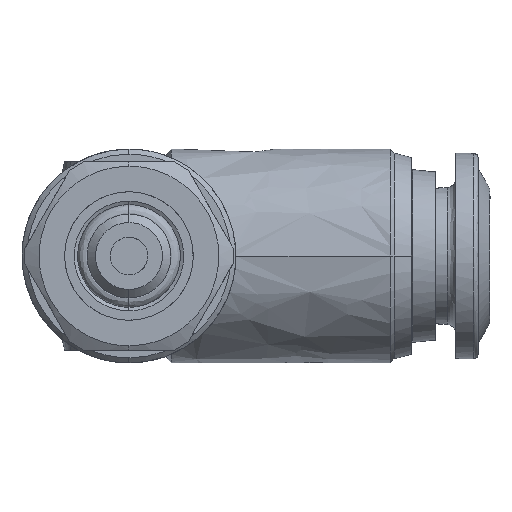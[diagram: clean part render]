
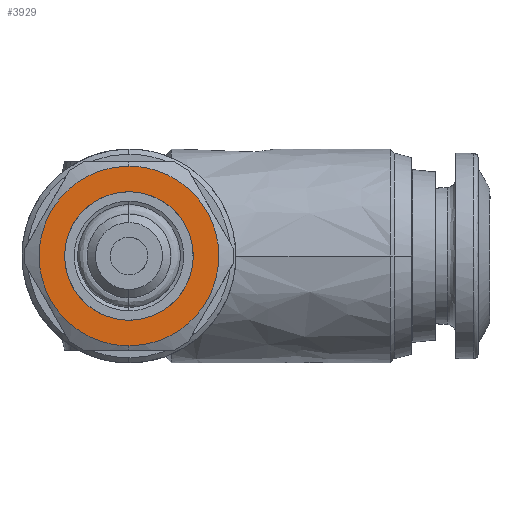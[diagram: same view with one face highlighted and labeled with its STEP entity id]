
A CAD part, left-side view. The second image highlights one B-rep face of the part: STEP entity #3929.
In plain terms, the highlighted free-form (B-spline) face has degree [1, 1] with [2, 2] control points.
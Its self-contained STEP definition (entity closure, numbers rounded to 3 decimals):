
#207 = FACE_BOUND ( 'NONE', #8760, .T. ) ;
#232 = CARTESIAN_POINT ( 'NONE',  ( -16.741, 7.166, 2.303 ) ) ;
#266 = CARTESIAN_POINT ( 'NONE',  ( -16.741, 0.513, -0.98 ) ) ;
#343 = CARTESIAN_POINT ( 'NONE',  ( -16.741, 7.166, -2.303 ) ) ;
#351 = CARTESIAN_POINT ( 'NONE',  ( -16.741, 8.366, 3.225 ) ) ;
#635 = CARTESIAN_POINT ( 'NONE',  ( -16.741, 2.794, 5.114 ) ) ;
#964 = CARTESIAN_POINT ( 'NONE',  ( -16.741, 6.469, -3. ) ) ;
#994 = CARTESIAN_POINT ( 'NONE',  ( -16.741, 7.442, -1.89 ) ) ;
#1034 = CARTESIAN_POINT ( 'NONE',  ( -16.741, 3.186, 3.653 ) ) ;
#1065 = CARTESIAN_POINT ( 'NONE',  ( -16.741, 7.391, 4.2 ) ) ;
#1122 = ORIENTED_EDGE ( 'NONE', *, *, #2217, .T. ) ;
#1142 = CARTESIAN_POINT ( 'NONE',  ( -16.741, -1.147, 5.313 ) ) ;
#1196 = EDGE_CURVE ( 'NONE', #4106, #4357, #7509, .T. ) ;
#1300 = CARTESIAN_POINT ( 'NONE',  ( -16.741, 4.166, -5.25 ) ) ;
#1390 = CARTESIAN_POINT ( 'NONE',  ( -16.741, 3.477, -5.25 ) ) ;
#1655 = CARTESIAN_POINT ( 'NONE',  ( -16.741, 6.056, -3.276 ) ) ;
#1672 = EDGE_LOOP ( 'NONE', ( #5500, #5809 ) ) ;
#1687 = CARTESIAN_POINT ( 'NONE',  ( -16.741, 6.469, 3. ) ) ;
#1736 = CARTESIAN_POINT ( 'NONE',  ( -16.741, 5.146, -3.653 ) ) ;
#1766 = CARTESIAN_POINT ( 'NONE',  ( -16.741, 9.416, 0.689 ) ) ;
#1811 = CARTESIAN_POINT ( 'NONE',  ( -16.741, 4.856, -5.25 ) ) ;
#1992 = B_SPLINE_CURVE_WITH_KNOTS ( 'NONE', 3,
 ( #3888, #8849, #3921, #4608, #1065, #351, #5315, #6037, #1766, #6706, #6736, #7469, #8883, #3198, #4673, #5976, #1811, #2441 ),
 .UNSPECIFIED., .F., .F.,
 ( 4, 2, 2, 2, 2, 2, 2, 2, 4 ),
 ( 0., 0.393, 0.785, 1.178, 1.571, 1.963, 2.356, 2.749, 3.142 ),
 .UNSPECIFIED. ) ;
#2215 = EDGE_CURVE ( 'NONE', #7487, #5139, #3011, .T. ) ;
#2217 = EDGE_CURVE ( 'NONE', #5139, #7487, #5930, .T. ) ;
#2300 = CARTESIAN_POINT ( 'NONE',  ( -16.741, 9.479, 5.313 ) ) ;
#2394 = CARTESIAN_POINT ( 'NONE',  ( -16.741, 0.416, 0.492 ) ) ;
#2441 = CARTESIAN_POINT ( 'NONE',  ( -16.741, 4.166, -5.25 ) ) ;
#2492 = CARTESIAN_POINT ( 'NONE',  ( -16.741, 3.674, 3.75 ) ) ;
#2833 = CARTESIAN_POINT ( 'NONE',  ( -16.741, 1.52, -4.587 ) ) ;
#2967 = CARTESIAN_POINT ( 'NONE',  ( -16.741, 4.166, 5.25 ) ) ;
#3011 = B_SPLINE_CURVE_WITH_KNOTS ( 'NONE', 3,
 ( #7372, #3882, #1736, #1655, #964, #343, #994, #6615, #3793, #5905, #8787, #3851, #232, #1687, #5196, #4509, #7404, #5219 ),
 .UNSPECIFIED., .F., .F.,
 ( 4, 2, 2, 2, 2, 2, 2, 2, 4 ),
 ( 0., 0.393, 0.785, 1.178, 1.571, 1.963, 2.356, 2.749, 3.142 ),
 .UNSPECIFIED. ) ;
#3090 = CARTESIAN_POINT ( 'NONE',  ( -16.741, 4.166, 3.75 ) ) ;
#3165 = CARTESIAN_POINT ( 'NONE',  ( -16.741, 1.166, -2.303 ) ) ;
#3191 = CARTESIAN_POINT ( 'NONE',  ( -16.741, 1.863, 3. ) ) ;
#3198 = CARTESIAN_POINT ( 'NONE',  ( -16.741, 7.391, -4.2 ) ) ;
#3255 = CARTESIAN_POINT ( 'NONE',  ( -16.741, 9.479, -5.313 ) ) ;
#3384 = EDGE_CURVE ( 'NONE', #4357, #4106, #1992, .T. ) ;
#3464 = CARTESIAN_POINT ( 'NONE',  ( -16.741, 2.794, -5.114 ) ) ;
#3499 = CARTESIAN_POINT ( 'NONE',  ( -16.741, 3.477, 5.25 ) ) ;
#3685 = ORIENTED_EDGE ( 'NONE', *, *, #2215, .T. ) ;
#3793 = CARTESIAN_POINT ( 'NONE',  ( -16.741, 7.916, -0.492 ) ) ;
#3823 = CARTESIAN_POINT ( 'NONE',  ( -16.741, 2.276, 3.276 ) ) ;
#3851 = CARTESIAN_POINT ( 'NONE',  ( -16.741, 7.442, 1.89 ) ) ;
#3882 = CARTESIAN_POINT ( 'NONE',  ( -16.741, 4.659, -3.75 ) ) ;
#3888 = CARTESIAN_POINT ( 'NONE',  ( -16.741, 4.166, 5.25 ) ) ;
#3921 = CARTESIAN_POINT ( 'NONE',  ( -16.741, 5.538, 5.114 ) ) ;
#3929 = ADVANCED_FACE ( 'NONE', ( #207, #5106 ), #4828, .T. ) ;
#4105 = CARTESIAN_POINT ( 'NONE',  ( -16.741, -1.084, -0.689 ) ) ;
#4106 = VERTEX_POINT ( 'NONE', #5660 ) ;
#4138 = CARTESIAN_POINT ( 'NONE',  ( -16.741, -0.42, 2.646 ) ) ;
#4165 = CARTESIAN_POINT ( 'NONE',  ( -16.741, 0.941, 4.2 ) ) ;
#4357 = VERTEX_POINT ( 'NONE', #2967 ) ;
#4509 = CARTESIAN_POINT ( 'NONE',  ( -16.741, 5.146, 3.653 ) ) ;
#4538 = CARTESIAN_POINT ( 'NONE',  ( -16.741, 1.863, -3. ) ) ;
#4569 = CARTESIAN_POINT ( 'NONE',  ( -16.741, 3.674, -3.75 ) ) ;
#4592 = CARTESIAN_POINT ( 'NONE',  ( -16.741, -1.147, -5.313 ) ) ;
#4604 = CARTESIAN_POINT ( 'NONE',  ( -16.741, 4.166, -3.75 ) ) ;
#4608 = CARTESIAN_POINT ( 'NONE',  ( -16.741, 6.812, 4.587 ) ) ;
#4673 = CARTESIAN_POINT ( 'NONE',  ( -16.741, 6.812, -4.587 ) ) ;
#4828 = B_SPLINE_SURFACE_WITH_KNOTS ( 'NONE', 1, 1, ( 
 ( #2300, #1142 ),
 ( #3255, #4592 ) ),
 .UNSPECIFIED., .F., .F., .F.,
 ( 2, 2 ),
 ( 2, 2 ),
 ( 0., 1. ),
 ( 0., 1. ),
 .UNSPECIFIED. ) ;
#4830 = CARTESIAN_POINT ( 'NONE',  ( -16.741, -0.948, 1.372 ) ) ;
#4892 = CARTESIAN_POINT ( 'NONE',  ( -16.741, 1.52, 4.587 ) ) ;
#5106 = FACE_OUTER_BOUND ( 'NONE', #1672, .T. ) ;
#5139 = VERTEX_POINT ( 'NONE', #3090 ) ;
#5196 = CARTESIAN_POINT ( 'NONE',  ( -16.741, 6.056, 3.276 ) ) ;
#5219 = CARTESIAN_POINT ( 'NONE',  ( -16.741, 4.166, 3.75 ) ) ;
#5254 = CARTESIAN_POINT ( 'NONE',  ( -16.741, 3.186, -3.653 ) ) ;
#5280 = CARTESIAN_POINT ( 'NONE',  ( -16.741, 4.166, 3.75 ) ) ;
#5315 = CARTESIAN_POINT ( 'NONE',  ( -16.741, 8.753, 2.646 ) ) ;
#5500 = ORIENTED_EDGE ( 'NONE', *, *, #3384, .T. ) ;
#5660 = CARTESIAN_POINT ( 'NONE',  ( -16.741, 4.166, -5.25 ) ) ;
#5809 = ORIENTED_EDGE ( 'NONE', *, *, #1196, .T. ) ;
#5905 = CARTESIAN_POINT ( 'NONE',  ( -16.741, 7.916, 0.492 ) ) ;
#5930 = B_SPLINE_CURVE_WITH_KNOTS ( 'NONE', 3,
 ( #5280, #2492, #1034, #3823, #3191, #6030, #6639, #7463, #2394, #8825, #266, #6673, #3165, #4538, #8170, #5254, #4569, #4604 ),
 .UNSPECIFIED., .F., .F.,
 ( 4, 2, 2, 2, 2, 2, 2, 2, 4 ),
 ( 0., 0.393, 0.785, 1.178, 1.571, 1.963, 2.356, 2.749, 3.142 ),
 .UNSPECIFIED. ) ;
#5976 = CARTESIAN_POINT ( 'NONE',  ( -16.741, 5.538, -5.114 ) ) ;
#6030 = CARTESIAN_POINT ( 'NONE',  ( -16.741, 1.166, 2.303 ) ) ;
#6037 = CARTESIAN_POINT ( 'NONE',  ( -16.741, 9.28, 1.372 ) ) ;
#6338 = CARTESIAN_POINT ( 'NONE',  ( -16.741, 4.166, 5.25 ) ) ;
#6615 = CARTESIAN_POINT ( 'NONE',  ( -16.741, 7.819, -0.98 ) ) ;
#6639 = CARTESIAN_POINT ( 'NONE',  ( -16.741, 0.89, 1.89 ) ) ;
#6673 = CARTESIAN_POINT ( 'NONE',  ( -16.741, 0.89, -1.89 ) ) ;
#6706 = CARTESIAN_POINT ( 'NONE',  ( -16.741, 9.416, -0.689 ) ) ;
#6736 = CARTESIAN_POINT ( 'NONE',  ( -16.741, 9.28, -1.372 ) ) ;
#6967 = CARTESIAN_POINT ( 'NONE',  ( -16.741, -1.084, 0.689 ) ) ;
#7372 = CARTESIAN_POINT ( 'NONE',  ( -16.741, 4.166, -3.75 ) ) ;
#7404 = CARTESIAN_POINT ( 'NONE',  ( -16.741, 4.659, 3.75 ) ) ;
#7463 = CARTESIAN_POINT ( 'NONE',  ( -16.741, 0.513, 0.98 ) ) ;
#7469 = CARTESIAN_POINT ( 'NONE',  ( -16.741, 8.753, -2.646 ) ) ;
#7487 = VERTEX_POINT ( 'NONE', #7534 ) ;
#7509 = B_SPLINE_CURVE_WITH_KNOTS ( 'NONE', 3,
 ( #1300, #1390, #3464, #2833, #9146, #7754, #7812, #8366, #4105, #6967, #4830, #4138, #8431, #4165, #4892, #635, #3499, #6338 ),
 .UNSPECIFIED., .F., .F.,
 ( 4, 2, 2, 2, 2, 2, 2, 2, 4 ),
 ( 0., 0.393, 0.785, 1.178, 1.571, 1.963, 2.356, 2.749, 3.142 ),
 .UNSPECIFIED. ) ;
#7534 = CARTESIAN_POINT ( 'NONE',  ( -16.741, 4.166, -3.75 ) ) ;
#7754 = CARTESIAN_POINT ( 'NONE',  ( -16.741, -0.034, -3.225 ) ) ;
#7812 = CARTESIAN_POINT ( 'NONE',  ( -16.741, -0.42, -2.646 ) ) ;
#8170 = CARTESIAN_POINT ( 'NONE',  ( -16.741, 2.276, -3.276 ) ) ;
#8366 = CARTESIAN_POINT ( 'NONE',  ( -16.741, -0.948, -1.372 ) ) ;
#8431 = CARTESIAN_POINT ( 'NONE',  ( -16.741, -0.034, 3.225 ) ) ;
#8760 = EDGE_LOOP ( 'NONE', ( #1122, #3685 ) ) ;
#8787 = CARTESIAN_POINT ( 'NONE',  ( -16.741, 7.819, 0.98 ) ) ;
#8825 = CARTESIAN_POINT ( 'NONE',  ( -16.741, 0.416, -0.492 ) ) ;
#8849 = CARTESIAN_POINT ( 'NONE',  ( -16.741, 4.856, 5.25 ) ) ;
#8883 = CARTESIAN_POINT ( 'NONE',  ( -16.741, 8.366, -3.225 ) ) ;
#9146 = CARTESIAN_POINT ( 'NONE',  ( -16.741, 0.941, -4.2 ) ) ;
